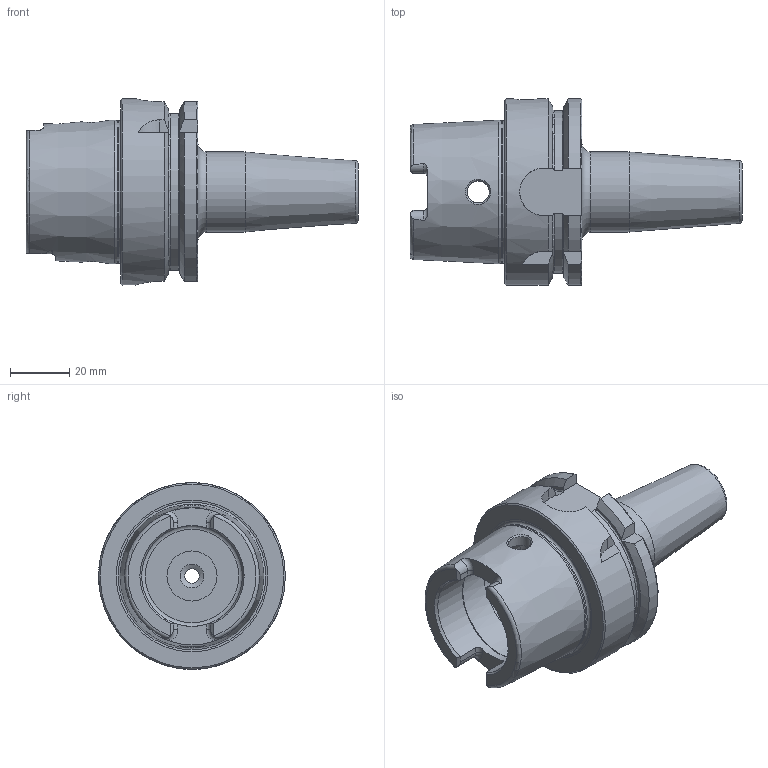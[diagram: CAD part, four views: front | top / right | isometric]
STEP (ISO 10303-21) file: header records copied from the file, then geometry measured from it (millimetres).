
FILE_DESCRIPTION(/* description */ (''),/* implementation_level */ '2;1');
FILE_NAME(/* name */ 'VQ112JR.stp',/* time_stamp */ '2022-11-14T13:46:36+09:00',/* author */ ('eos'),/* organization */ (''),/* preprocessor_version */ 'ST-DEVELOPER v18.1',/* originating_system */ 'Autodesk Inventor 2022',/* authorisation */ '');
FILE_SCHEMA (('AUTOMOTIVE_DESIGN { 1 0 10303 214 3 1 1 }'));
Length unit declared in the file: millimetre
Products named in the file (1): LO-HSK63A-SFH8CR-80
Bounding box: 112 x 63 x 63 mm (x, y, z)
Volume: 105306.4 mm3; surface area: 28000.9 mm2
Topology: 1 solids, 1 shells, 121 faces, 322 edges, 208 vertices
Faces by surface type: plane 42, cylinder 36, torus 24, cone 17, bspline 2
Full cylindrical faces by diameter (mm): 2.459 x2, 4.917 x1, 7.5 x2, 8 x2, 9.2 x1, 10 x1, 16.917 x1, 19 x1, 27 x1, 34 x2, 40 x1, 48.041 x1, 63 x1
Entity records: 4501 total; most frequent: CARTESIAN_POINT 1476, ORIENTED_EDGE 640, DIRECTION 626, EDGE_CURVE 320, AXIS2_PLACEMENT_3D 258, VERTEX_POINT 208, EDGE_LOOP 134, CIRCLE 128
